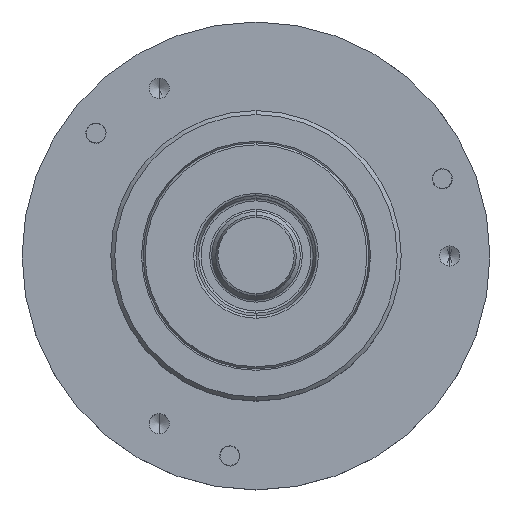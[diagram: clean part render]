
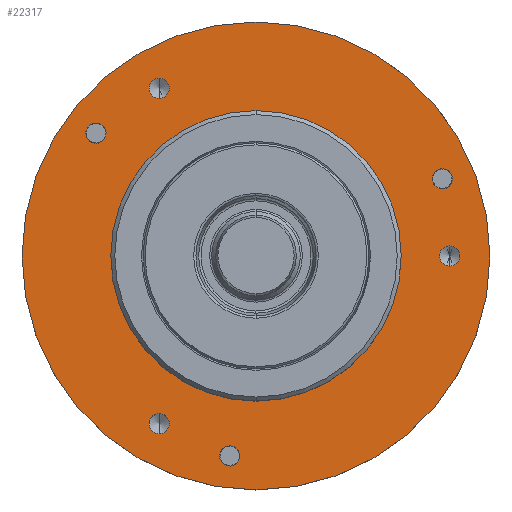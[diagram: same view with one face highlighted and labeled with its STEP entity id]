
A CAD part, top view. The second image highlights one B-rep face of the part: STEP entity #22317.
In plain terms, the highlighted planar face has unit normal (0, 0, 1).
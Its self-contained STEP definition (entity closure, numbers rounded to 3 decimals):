
#4000=CARTESIAN_POINT('',(0.,0.,17.));
#4001=DIRECTION('',(0.,0.,1.));
#4002=DIRECTION('',(1.,0.,0.));
#4003=AXIS2_PLACEMENT_3D('',#4000,#4001,#4002);
#4005=CARTESIAN_POINT('',(0.,0.,17.));
#4006=DIRECTION('',(0.,0.,1.));
#4007=DIRECTION('',(-1.,0.,0.));
#4008=AXIS2_PLACEMENT_3D('',#4005,#4006,#4007);
#4010=CARTESIAN_POINT('',(-19.834,15.219,17.));
#4011=DIRECTION('',(0.,0.,-1.));
#4012=DIRECTION('',(-0.793,0.609,0.));
#4013=AXIS2_PLACEMENT_3D('',#4010,#4011,#4012);
#4015=CARTESIAN_POINT('',(-19.834,15.219,17.));
#4016=DIRECTION('',(0.,0.,-1.));
#4017=DIRECTION('',(0.793,-0.609,0.));
#4018=AXIS2_PLACEMENT_3D('',#4015,#4016,#4017);
#4020=CARTESIAN_POINT('',(-3.263,-24.786,17.));
#4021=DIRECTION('',(0.,0.,-1.));
#4022=DIRECTION('',(-0.131,-0.991,0.));
#4023=AXIS2_PLACEMENT_3D('',#4020,#4021,#4022);
#4025=CARTESIAN_POINT('',(-3.263,-24.786,17.));
#4026=DIRECTION('',(0.,0.,-1.));
#4027=DIRECTION('',(0.131,0.991,0.));
#4028=AXIS2_PLACEMENT_3D('',#4025,#4026,#4027);
#4030=CARTESIAN_POINT('',(23.097,9.567,17.));
#4031=DIRECTION('',(0.,0.,-1.));
#4032=DIRECTION('',(0.924,0.383,0.));
#4033=AXIS2_PLACEMENT_3D('',#4030,#4031,#4032);
#4035=CARTESIAN_POINT('',(23.097,9.567,17.));
#4036=DIRECTION('',(0.,0.,-1.));
#4037=DIRECTION('',(-0.924,-0.383,0.));
#4038=AXIS2_PLACEMENT_3D('',#4035,#4036,#4037);
#4040=CARTESIAN_POINT('',(-12.,-20.785,17.));
#4041=DIRECTION('',(0.,0.,1.));
#4042=DIRECTION('',(0.,-1.,0.));
#4043=AXIS2_PLACEMENT_3D('',#4040,#4041,#4042);
#4045=CARTESIAN_POINT('',(-12.,-20.785,17.));
#4046=DIRECTION('',(0.,0.,1.));
#4047=DIRECTION('',(0.,1.,0.));
#4048=AXIS2_PLACEMENT_3D('',#4045,#4046,#4047);
#4050=CARTESIAN_POINT('',(-12.,20.785,17.));
#4051=DIRECTION('',(0.,0.,1.));
#4052=DIRECTION('',(0.,-1.,0.));
#4053=AXIS2_PLACEMENT_3D('',#4050,#4051,#4052);
#4055=CARTESIAN_POINT('',(-12.,20.785,17.));
#4056=DIRECTION('',(0.,0.,1.));
#4057=DIRECTION('',(0.,1.,0.));
#4058=AXIS2_PLACEMENT_3D('',#4055,#4056,#4057);
#4060=CARTESIAN_POINT('',(24.,0.,17.));
#4061=DIRECTION('',(0.,0.,1.));
#4062=DIRECTION('',(0.,-1.,0.));
#4063=AXIS2_PLACEMENT_3D('',#4060,#4061,#4062);
#4065=CARTESIAN_POINT('',(24.,0.,17.));
#4066=DIRECTION('',(0.,0.,1.));
#4067=DIRECTION('',(0.,1.,0.));
#4068=AXIS2_PLACEMENT_3D('',#4065,#4066,#4067);
#4078=CARTESIAN_POINT('',(0.,0.,17.));
#4079=DIRECTION('',(0.,0.,1.));
#4080=DIRECTION('',(0.,1.,0.));
#4081=AXIS2_PLACEMENT_3D('',#4078,#4079,#4080);
#4115=CARTESIAN_POINT('',(0.,0.,17.));
#4116=DIRECTION('',(0.,0.,-1.));
#4117=DIRECTION('',(0.,1.,0.));
#4118=AXIS2_PLACEMENT_3D('',#4115,#4116,#4117);
#17191=CARTESIAN_POINT('',(0.,18.,17.));
#17192=CARTESIAN_POINT('',(0.,-18.,17.));
#17193=VERTEX_POINT('',#17191);
#17194=VERTEX_POINT('',#17192);
#17195=CARTESIAN_POINT('',(29.,0.,17.));
#17196=CARTESIAN_POINT('',(-29.,0.,17.));
#17197=VERTEX_POINT('',#17195);
#17198=VERTEX_POINT('',#17196);
#17199=CARTESIAN_POINT('',(-20.826,15.98,17.));
#17200=CARTESIAN_POINT('',(-18.842,14.458,17.));
#17201=VERTEX_POINT('',#17199);
#17202=VERTEX_POINT('',#17200);
#17203=CARTESIAN_POINT('',(-3.426,-26.025,17.));
#17204=CARTESIAN_POINT('',(-3.1,-23.547,17.));
#17205=VERTEX_POINT('',#17203);
#17206=VERTEX_POINT('',#17204);
#17207=CARTESIAN_POINT('',(24.252,10.045,17.));
#17208=CARTESIAN_POINT('',(21.942,9.089,17.));
#17209=VERTEX_POINT('',#17207);
#17210=VERTEX_POINT('',#17208);
#17217=CARTESIAN_POINT('',(-12.,-22.035,17.));
#17218=CARTESIAN_POINT('',(-12.,-19.535,17.));
#17219=VERTEX_POINT('',#17217);
#17220=VERTEX_POINT('',#17218);
#17227=CARTESIAN_POINT('',(-12.,19.535,17.));
#17228=CARTESIAN_POINT('',(-12.,22.035,17.));
#17229=VERTEX_POINT('',#17227);
#17230=VERTEX_POINT('',#17228);
#17237=CARTESIAN_POINT('',(24.,-1.25,17.));
#17238=CARTESIAN_POINT('',(24.,1.25,17.));
#17239=VERTEX_POINT('',#17237);
#17240=VERTEX_POINT('',#17238);
#22265=CARTESIAN_POINT('',(0.,0.,17.));
#22266=DIRECTION('',(0.,0.,-1.));
#22267=DIRECTION('',(0.,1.,0.));
#22268=AXIS2_PLACEMENT_3D('',#22265,#22266,#22267);
#22269=PLANE('',#22268);
#22270=ORIENTED_EDGE('',*,*,#22255,.F.);
#22272=ORIENTED_EDGE('',*,*,#22271,.F.);
#22273=EDGE_LOOP('',(#22270,#22272));
#22274=FACE_OUTER_BOUND('',#22273,.F.);
#22276=ORIENTED_EDGE('',*,*,#22275,.T.);
#22278=ORIENTED_EDGE('',*,*,#22277,.F.);
#22279=EDGE_LOOP('',(#22276,#22278));
#22280=FACE_BOUND('',#22279,.F.);
#22282=ORIENTED_EDGE('',*,*,#22281,.F.);
#22284=ORIENTED_EDGE('',*,*,#22283,.F.);
#22285=EDGE_LOOP('',(#22282,#22284));
#22286=FACE_BOUND('',#22285,.F.);
#22288=ORIENTED_EDGE('',*,*,#22287,.F.);
#22290=ORIENTED_EDGE('',*,*,#22289,.F.);
#22291=EDGE_LOOP('',(#22288,#22290));
#22292=FACE_BOUND('',#22291,.F.);
#22294=ORIENTED_EDGE('',*,*,#22293,.F.);
#22296=ORIENTED_EDGE('',*,*,#22295,.F.);
#22297=EDGE_LOOP('',(#22294,#22296));
#22298=FACE_BOUND('',#22297,.F.);
#22300=ORIENTED_EDGE('',*,*,#22299,.T.);
#22302=ORIENTED_EDGE('',*,*,#22301,.T.);
#22303=EDGE_LOOP('',(#22300,#22302));
#22304=FACE_BOUND('',#22303,.F.);
#22306=ORIENTED_EDGE('',*,*,#22305,.T.);
#22308=ORIENTED_EDGE('',*,*,#22307,.T.);
#22309=EDGE_LOOP('',(#22306,#22308));
#22310=FACE_BOUND('',#22309,.F.);
#22312=ORIENTED_EDGE('',*,*,#22311,.T.);
#22314=ORIENTED_EDGE('',*,*,#22313,.T.);
#22315=EDGE_LOOP('',(#22312,#22314));
#22316=FACE_BOUND('',#22315,.F.);
#4004=CIRCLE('',#4003,29.);
#4009=CIRCLE('',#4008,29.);
#4014=CIRCLE('',#4013,1.25);
#4019=CIRCLE('',#4018,1.25);
#4024=CIRCLE('',#4023,1.25);
#4029=CIRCLE('',#4028,1.25);
#4034=CIRCLE('',#4033,1.25);
#4039=CIRCLE('',#4038,1.25);
#4044=CIRCLE('',#4043,1.25);
#4049=CIRCLE('',#4048,1.25);
#4054=CIRCLE('',#4053,1.25);
#4059=CIRCLE('',#4058,1.25);
#4064=CIRCLE('',#4063,1.25);
#4069=CIRCLE('',#4068,1.25);
#4082=CIRCLE('',#4081,18.);
#4119=CIRCLE('',#4118,18.);
#22255=EDGE_CURVE('',#17197,#17198,#4004,.T.);
#22271=EDGE_CURVE('',#17198,#17197,#4009,.T.);
#22275=EDGE_CURVE('',#17193,#17194,#4082,.T.);
#22277=EDGE_CURVE('',#17193,#17194,#4119,.T.);
#22281=EDGE_CURVE('',#17201,#17202,#4014,.T.);
#22283=EDGE_CURVE('',#17202,#17201,#4019,.T.);
#22287=EDGE_CURVE('',#17205,#17206,#4024,.T.);
#22289=EDGE_CURVE('',#17206,#17205,#4029,.T.);
#22293=EDGE_CURVE('',#17209,#17210,#4034,.T.);
#22295=EDGE_CURVE('',#17210,#17209,#4039,.T.);
#22299=EDGE_CURVE('',#17219,#17220,#4044,.T.);
#22301=EDGE_CURVE('',#17220,#17219,#4049,.T.);
#22305=EDGE_CURVE('',#17229,#17230,#4054,.T.);
#22307=EDGE_CURVE('',#17230,#17229,#4059,.T.);
#22311=EDGE_CURVE('',#17239,#17240,#4064,.T.);
#22313=EDGE_CURVE('',#17240,#17239,#4069,.T.);
#22317=ADVANCED_FACE('',(#22274,#22280,#22286,#22292,#22298,#22304,#22310,
#22316),#22269,.F.);
